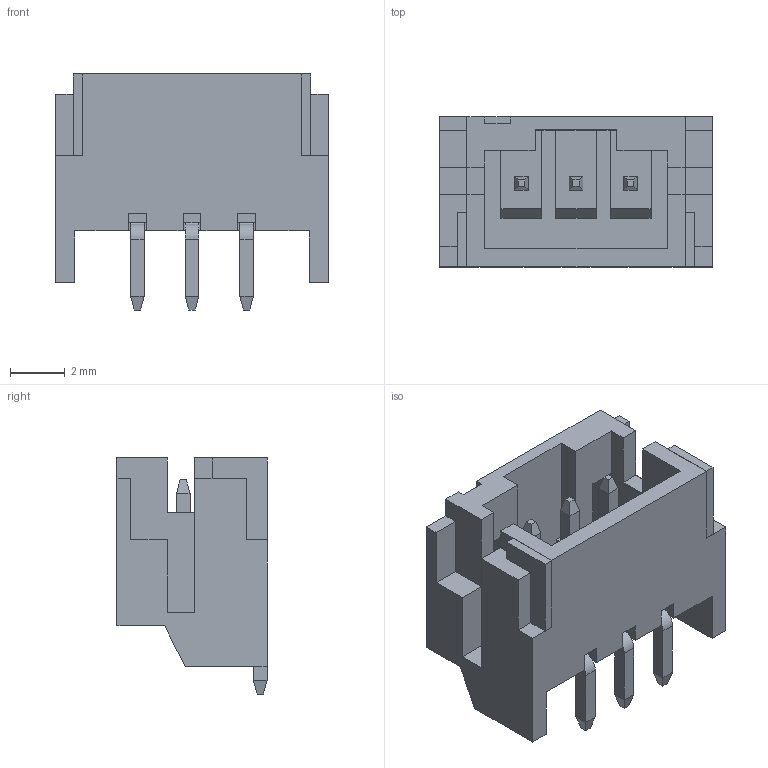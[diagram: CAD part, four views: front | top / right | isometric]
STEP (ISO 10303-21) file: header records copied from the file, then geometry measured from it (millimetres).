
FILE_DESCRIPTION (( 'STEP AP203' ), '1' );
FILE_NAME ('140-503-417-060.STEP', '2020-03-31T20:19:21', ( '' ), ( '' ), 'SwSTEP 2.0', 'SolidWorks 2016', '' );
FILE_SCHEMA (( 'CONFIG_CONTROL_DESIGN' ));
Length unit declared in the file: millimetre
Products named in the file (4): RA SMT Pad; RA SMT Housing_503; RA SMT Contact; 140-503-417-060
Assembly tree (6 placements, depth 2):
  140-503-417-060
    RA SMT Housing_503
    RA SMT Contact  x3
    RA SMT Pad  x2
Bounding box: 10 x 5.5 x 8.65 mm (x, y, z)
Volume: 165.5 mm3; surface area: 582.2 mm2
Topology: 6 solids, 6 shells, 218 faces, 556 edges, 346 vertices
Faces by surface type: plane 206, cylinder 12
Entity records: 5278 total; most frequent: CARTESIAN_POINT 859, ORIENTED_EDGE 848, DIRECTION 754, EDGE_CURVE 424, LINE 416, VECTOR 416, VERTEX_POINT 274, AXIS2_PLACEMENT_3D 169
